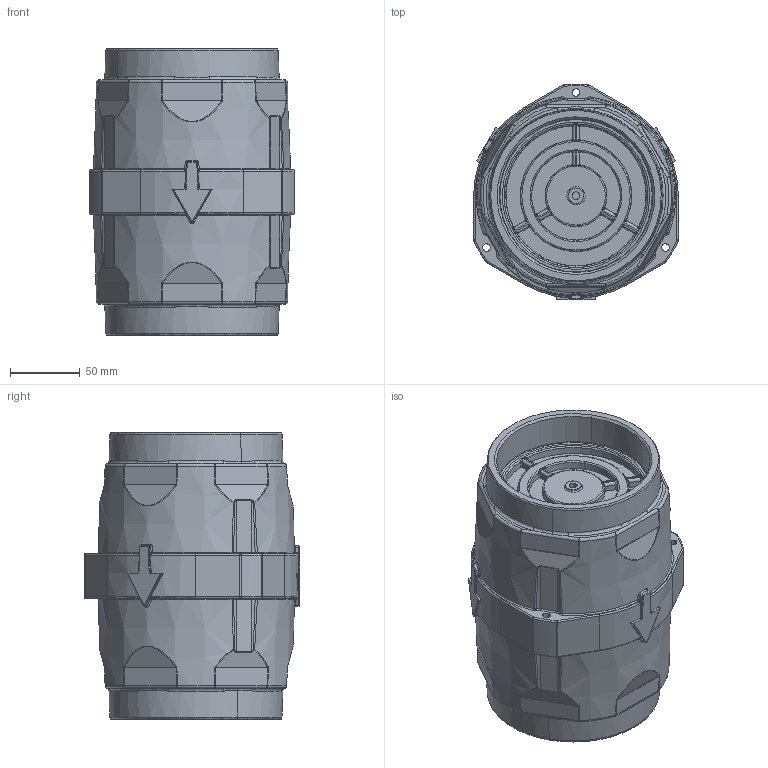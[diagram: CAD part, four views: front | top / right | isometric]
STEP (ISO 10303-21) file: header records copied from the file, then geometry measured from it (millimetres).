
FILE_DESCRIPTION(('CATIA V5 STEP Exchange'),'2;1');
FILE_NAME('25VRL9.stp','2012-03-26T07:21:47+00:00',('none'),('none'),'CATIA Version 5 Release 20 SP 5 (IN-10)','CATIA V5 STEP AP214','none');
FILE_SCHEMA(('AUTOMOTIVE_DESIGN { 1 0 10303 214 1 1 1 1 }'));
Products named in the file (1): 25VRL9
Bounding box: 146.68 x 154.29 x 205 mm (x, y, z)
Volume: 2365010.5 mm3; surface area: 217272.5 mm2
Topology: 1 solids, 3 shells, 946 faces, 2316 edges, 1274 vertices
Faces by surface type: bspline 361, cylinder 156, torus 143, plane 122, cone 97, sphere 67
Entity records: 49488 total; most frequent: CARTESIAN_POINT 31922, ORIENTED_EDGE 4400, EDGE_CURVE 2200, DIRECTION 2106, VERTEX_POINT 1274, AXIS2_PLACEMENT_3D 1189, B_SPLINE_CURVE_WITH_KNOTS 1172, EDGE_LOOP 970
